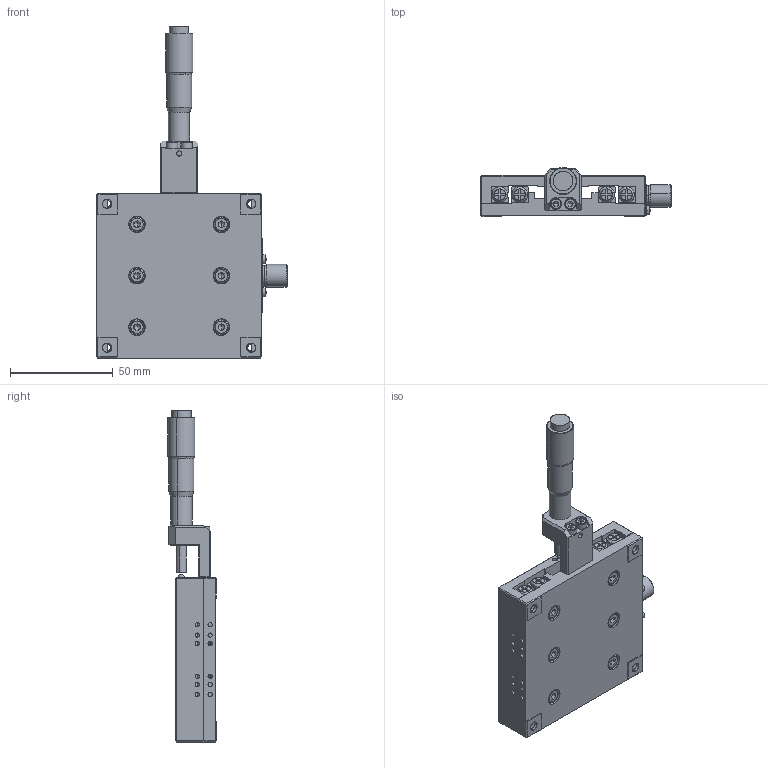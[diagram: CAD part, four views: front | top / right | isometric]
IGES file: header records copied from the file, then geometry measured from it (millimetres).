
Start section: SolidWorks IGES file using analytic representation for surfaces
Global section: file name: AK25A-8020C.igs; native system: SolidWorks 2017; preprocessor: SolidWorks 2017; author: deng-ran; date: 190509.103458; units: millimetre
Bounding box: 92.5 x 23.61 x 161.5 mm (x, y, z)
Surface area: 47199 mm2 (no closed solid volume)
Topology: 0 solids, 0 shells, 700 faces, 8987 edges, 8957 vertices
Faces by surface type: bspline 462, revolution 238
